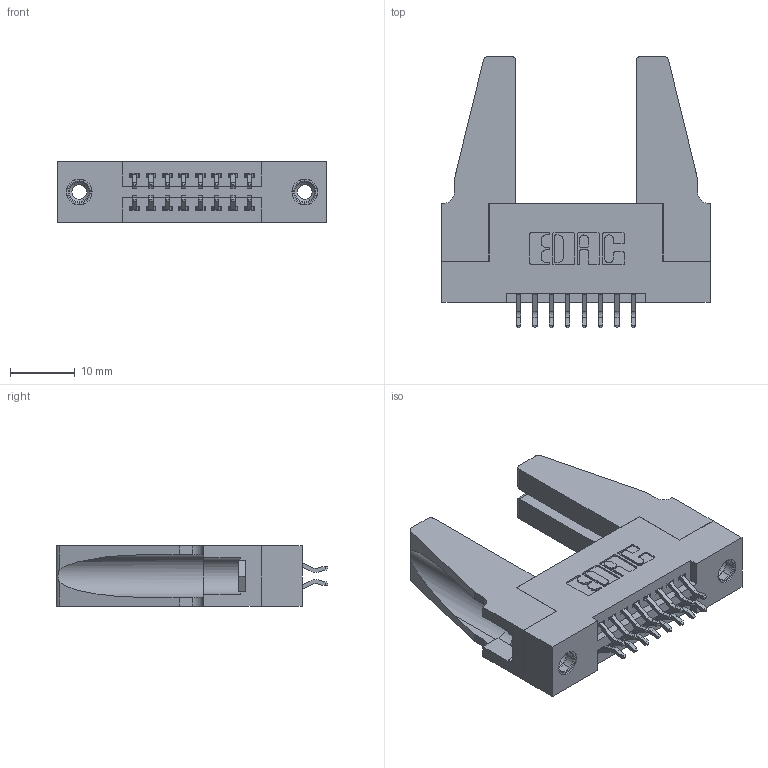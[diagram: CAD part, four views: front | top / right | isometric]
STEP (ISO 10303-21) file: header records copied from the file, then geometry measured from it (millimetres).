
FILE_DESCRIPTION (( 'STEP AP203' ), '1' );
FILE_NAME ('345-016-556-288.STEP', '2019-10-27T04:48:38', ( '' ), ( '' ), 'SwSTEP 2.0', 'SolidWorks 2016', '' );
FILE_SCHEMA (( 'CONFIG_CONTROL_DESIGN' ));
Length unit declared in the file: inch
Products named in the file (5): 345-292-001_556 Tail; 345-250-001_345-250-001-102; 345-220-078_345-220-088; 345-016-556-288; 345 Part_Flush Mounting Lugs - 0.156 Dia-TH
Assembly tree (21 placements, depth 2):
  345-016-556-288
    345 Part_Flush Mounting Lugs - 0.156 Dia-TH
    345-292-001_556 Tail  x16
    345-250-001_345-250-001-102  x2
    345-220-078_345-220-088  x2
Bounding box: 41.55 x 42.1 x 9.4 mm (x, y, z)
Volume: 6972.8 mm3; surface area: 7949 mm2
Topology: 21 solids, 21 shells, 1146 faces, 3327 edges, 2186 vertices
Faces by surface type: plane 744, cylinder 386, cone 12, torus 4
Entity records: 13222 total; most frequent: CARTESIAN_POINT 2258, ORIENTED_EDGE 2140, DIRECTION 2026, EDGE_CURVE 1070, LINE 856, VECTOR 856, VERTEX_POINT 706, AXIS2_PLACEMENT_3D 585
